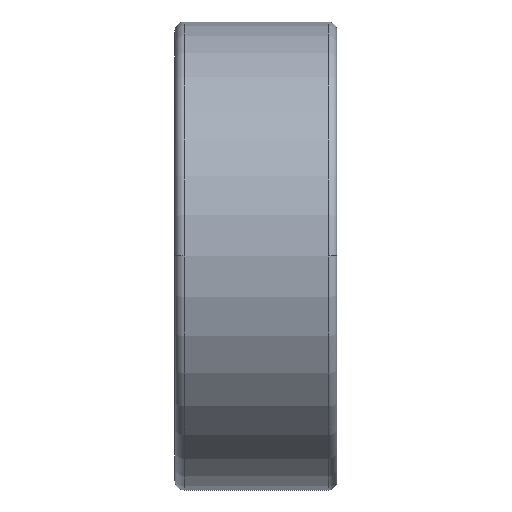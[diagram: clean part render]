
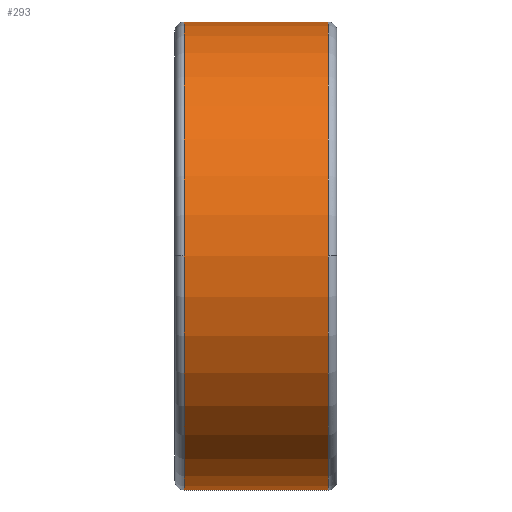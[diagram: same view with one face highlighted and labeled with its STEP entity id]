
A CAD part, front view. The second image highlights one B-rep face of the part: STEP entity #293.
In plain terms, the highlighted cylindrical face has radius 26 mm (diameter 52 mm), a partial arc.
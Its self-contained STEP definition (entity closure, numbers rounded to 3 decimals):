
#293=ADVANCED_FACE('',(#716),#717,.T.);
#716=FACE_OUTER_BOUND('',#1299,.T.);
#717=CYLINDRICAL_SURFACE('',#1300,26.0);
#1299=EDGE_LOOP('',(#2015,#2016,#2017,#2018,#2019,#2020));
#1300=AXIS2_PLACEMENT_3D('',#2021,#2022,#2023);
#2015=ORIENTED_EDGE('',*,*,#3322,.F.);
#2016=ORIENTED_EDGE('',*,*,#3323,.T.);
#2017=ORIENTED_EDGE('',*,*,#3324,.T.);
#2018=ORIENTED_EDGE('',*,*,#3325,.F.);
#2019=ORIENTED_EDGE('',*,*,#3326,.F.);
#2020=ORIENTED_EDGE('',*,*,#3318,.F.);
#2021=CARTESIAN_POINT('',(9.0,0.0,0.0));
#2022=DIRECTION('',(-1.0,0.0,0.0));
#2023=DIRECTION('',(0.0,0.,1.0));
#3318=EDGE_CURVE('',#3956,#3958,#3959,.T.);
#3322=EDGE_CURVE('',#3964,#3956,#3965,.T.);
#3323=EDGE_CURVE('',#3964,#3966,#3967,.T.);
#3324=EDGE_CURVE('',#3966,#3968,#3969,.T.);
#3325=EDGE_CURVE('',#3970,#3968,#3971,.T.);
#3326=EDGE_CURVE('',#3958,#3970,#3972,.T.);
#3956=VERTEX_POINT('',#4815);
#3958=VERTEX_POINT('',#4817);
#3959=CIRCLE('',#4818,26.0);
#3964=VERTEX_POINT('',#4823);
#3965=LINE('',#4824,#4825);
#3966=VERTEX_POINT('',#4826);
#3967=CIRCLE('',#4827,26.0);
#3968=VERTEX_POINT('',#4828);
#3969=CIRCLE('',#4829,26.0);
#3970=VERTEX_POINT('',#4830);
#3971=LINE('',#4831,#4832);
#3972=CIRCLE('',#4833,26.0);
#4815=CARTESIAN_POINT('',(17.0,0.,26.0));
#4817=CARTESIAN_POINT('',(17.0,-26.0,0.));
#4818=AXIS2_PLACEMENT_3D('',#5730,#5731,#5732);
#4823=CARTESIAN_POINT('',(1.0,0.,26.0));
#4824=CARTESIAN_POINT('',(9.0,0.,26.0));
#4825=VECTOR('',#5739,1.0);
#4826=CARTESIAN_POINT('',(1.0,-26.0,0.));
#4827=AXIS2_PLACEMENT_3D('',#5740,#5741,#5742);
#4828=CARTESIAN_POINT('',(1.0,0.,-26.0));
#4829=AXIS2_PLACEMENT_3D('',#5743,#5744,#5745);
#4830=CARTESIAN_POINT('',(17.0,0.,-26.0));
#4831=CARTESIAN_POINT('',(9.0,0.,-26.0));
#4832=VECTOR('',#5746,1.0);
#4833=AXIS2_PLACEMENT_3D('',#5747,#5748,#5749);
#5730=CARTESIAN_POINT('',(17.0,0.0,0.0));
#5731=DIRECTION('',(1.0,0.0,-0.0));
#5732=DIRECTION('',(0.0,0.,1.0));
#5739=DIRECTION('',(1.0,0.0,0.0));
#5740=CARTESIAN_POINT('',(1.0,0.0,0.0));
#5741=DIRECTION('',(1.0,0.0,-0.0));
#5742=DIRECTION('',(0.0,0.,1.0));
#5743=CARTESIAN_POINT('',(1.0,0.0,0.0));
#5744=DIRECTION('',(1.0,0.0,-0.0));
#5745=DIRECTION('',(0.0,0.,1.0));
#5746=DIRECTION('',(-1.0,-0.0,-0.0));
#5747=CARTESIAN_POINT('',(17.0,0.0,0.0));
#5748=DIRECTION('',(1.0,0.0,-0.0));
#5749=DIRECTION('',(0.0,0.,1.0));
